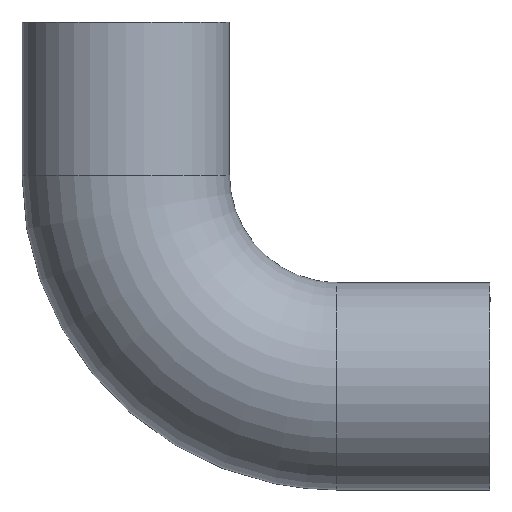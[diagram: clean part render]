
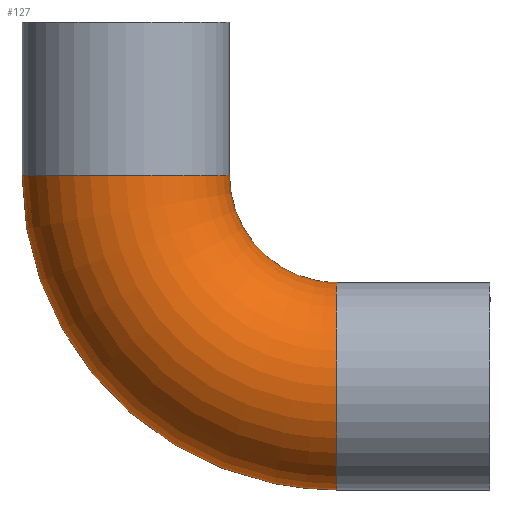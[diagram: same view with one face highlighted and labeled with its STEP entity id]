
A CAD part, left-side view. The second image highlights one B-rep face of the part: STEP entity #127.
In plain terms, the highlighted toroidal (fillet/blend) face has major radius 255.016 mm and minor radius 125.349 mm.
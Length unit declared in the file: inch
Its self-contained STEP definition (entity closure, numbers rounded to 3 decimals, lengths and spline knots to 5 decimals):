
#9 = EDGE_LOOP ( 'NONE', ( #27 ) ) ;
#14 = CARTESIAN_POINT ( 'NONE',  ( 4.935, 0., -7.28 ) ) ;
#15 = VERTEX_POINT ( 'NONE', #14 ) ;
#27 = ORIENTED_EDGE ( 'NONE', *, *, #184, .T. ) ;
#31 = CIRCLE ( 'NONE', #215, 4.935 ) ;
#35 = DIRECTION ( 'NONE',  ( 1., 0., 0. ) ) ;
#44 = EDGE_CURVE ( 'NONE', #15, #15, #156, .T. ) ;
#48 = FACE_OUTER_BOUND ( 'NONE', #89, .T. ) ;
#54 = CARTESIAN_POINT ( 'NONE',  ( 0., -10.04, -17.32 ) ) ;
#56 = DIRECTION ( 'NONE',  ( 0., 1., 0. ) ) ;
#89 = EDGE_LOOP ( 'NONE', ( #203 ) ) ;
#103 = DIRECTION ( 'NONE',  ( 0., 0., 1. ) ) ;
#109 = DIRECTION ( 'NONE',  ( -1., 0., 0. ) ) ;
#127 = ADVANCED_FACE ( 'NONE', ( #48, #143 ), #138, .T. ) ;
#138 = TOROIDAL_SURFACE ( 'NONE', #165, 10.04, 4.935 ) ;
#142 = CARTESIAN_POINT ( 'NONE',  ( 4.935, -10.04, -17.32 ) ) ;
#143 = FACE_OUTER_BOUND ( 'NONE', #9, .T. ) ;
#149 = AXIS2_PLACEMENT_3D ( 'NONE', #176, #247, #196 ) ;
#152 = CARTESIAN_POINT ( 'NONE',  ( 0., -10.04, -7.28 ) ) ;
#156 = CIRCLE ( 'NONE', #149, 4.935 ) ;
#165 = AXIS2_PLACEMENT_3D ( 'NONE', #152, #109, #103 ) ;
#176 = CARTESIAN_POINT ( 'NONE',  ( 0., 0., -7.28 ) ) ;
#184 = EDGE_CURVE ( 'NONE', #221, #221, #31, .T. ) ;
#196 = DIRECTION ( 'NONE',  ( 1., 0., 0. ) ) ;
#203 = ORIENTED_EDGE ( 'NONE', *, *, #44, .F. ) ;
#215 = AXIS2_PLACEMENT_3D ( 'NONE', #54, #56, #35 ) ;
#221 = VERTEX_POINT ( 'NONE', #142 ) ;
#247 = DIRECTION ( 'NONE',  ( 0., 0., 1. ) ) ;
